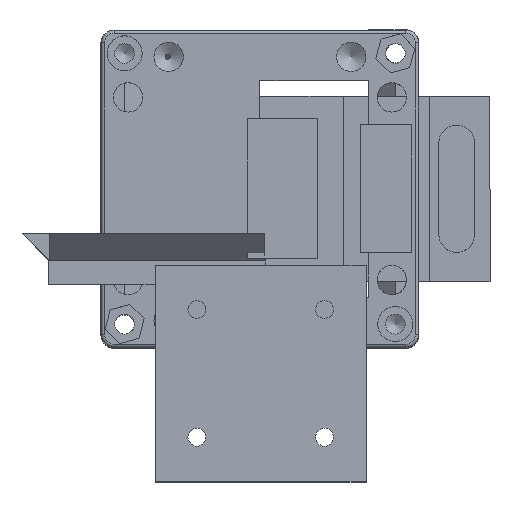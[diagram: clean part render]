
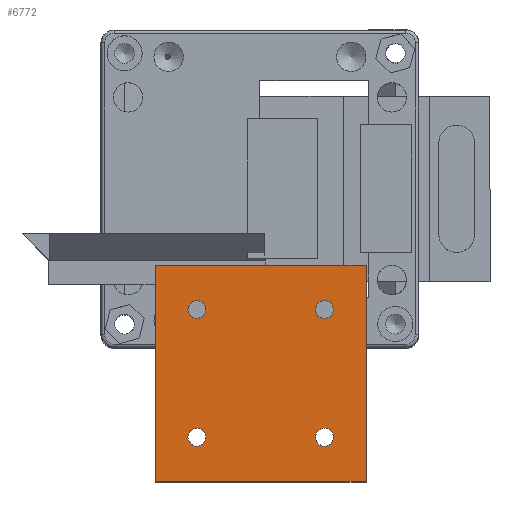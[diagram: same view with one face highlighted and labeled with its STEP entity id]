
A CAD part, top view. The second image highlights one B-rep face of the part: STEP entity #6772.
In plain terms, the highlighted face is planar.
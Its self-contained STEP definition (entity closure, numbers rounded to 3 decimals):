
#213=FACE_BOUND('',#1431,.T.);
#214=FACE_BOUND('',#1432,.T.);
#215=FACE_BOUND('',#1433,.T.);
#216=FACE_BOUND('',#1434,.T.);
#480=CIRCLE('',#7538,1.4);
#488=CIRCLE('',#7550,1.4);
#490=CIRCLE('',#7556,1.4);
#492=CIRCLE('',#7559,1.4);
#976=FACE_OUTER_BOUND('',#1430,.T.);
#1430=EDGE_LOOP('',(#5995,#5996,#5997,#5998));
#1431=EDGE_LOOP('',(#5999));
#1432=EDGE_LOOP('',(#6000));
#1433=EDGE_LOOP('',(#6001));
#1434=EDGE_LOOP('',(#6002));
#2050=LINE('',#11420,#2696);
#2057=LINE('',#11454,#2703);
#2058=LINE('',#11456,#2704);
#2059=LINE('',#11457,#2705);
#2696=VECTOR('',#9359,10.);
#2703=VECTOR('',#9398,10.);
#2704=VECTOR('',#9399,10.);
#2705=VECTOR('',#9400,10.);
#3315=VERTEX_POINT('',#11372);
#3323=VERTEX_POINT('',#11396);
#3331=VERTEX_POINT('',#11417);
#3332=VERTEX_POINT('',#11419);
#3333=VERTEX_POINT('',#11423);
#3335=VERTEX_POINT('',#11429);
#3343=VERTEX_POINT('',#11453);
#3344=VERTEX_POINT('',#11455);
#4204=EDGE_CURVE('',#3315,#3315,#480,.T.);
#4216=EDGE_CURVE('',#3323,#3323,#488,.T.);
#4227=EDGE_CURVE('',#3331,#3332,#2050,.T.);
#4229=EDGE_CURVE('',#3333,#3333,#490,.T.);
#4232=EDGE_CURVE('',#3335,#3335,#492,.T.);
#4244=EDGE_CURVE('',#3343,#3331,#2057,.T.);
#4245=EDGE_CURVE('',#3343,#3344,#2058,.T.);
#4246=EDGE_CURVE('',#3344,#3332,#2059,.T.);
#5995=ORIENTED_EDGE('',*,*,#4244,.F.);
#5996=ORIENTED_EDGE('',*,*,#4245,.T.);
#5997=ORIENTED_EDGE('',*,*,#4246,.T.);
#5998=ORIENTED_EDGE('',*,*,#4227,.F.);
#5999=ORIENTED_EDGE('',*,*,#4204,.T.);
#6000=ORIENTED_EDGE('',*,*,#4216,.T.);
#6001=ORIENTED_EDGE('',*,*,#4229,.T.);
#6002=ORIENTED_EDGE('',*,*,#4232,.T.);
#6415=PLANE('',#7570);
#6772=ADVANCED_FACE('',(#976,#213,#214,#215,#216),#6415,.T.);
#7538=AXIS2_PLACEMENT_3D('',#11373,#9312,#9313);
#7550=AXIS2_PLACEMENT_3D('',#11397,#9340,#9341);
#7556=AXIS2_PLACEMENT_3D('',#11424,#9363,#9364);
#7559=AXIS2_PLACEMENT_3D('',#11430,#9370,#9371);
#7570=AXIS2_PLACEMENT_3D('',#11452,#9396,#9397);
#9312=DIRECTION('center_axis',(0.,1.,
0.));
#9313=DIRECTION('ref_axis',(1.,0.,0.));
#9340=DIRECTION('center_axis',(0.,1.,
0.));
#9341=DIRECTION('ref_axis',(1.,0.,0.));
#9359=DIRECTION('',(0.,0.,-1.));
#9363=DIRECTION('center_axis',(0.,1.,
0.));
#9364=DIRECTION('ref_axis',(-1.,0.,0.));
#9370=DIRECTION('center_axis',(0.,1.,
0.));
#9371=DIRECTION('ref_axis',(-1.,0.,0.));
#9396=DIRECTION('center_axis',(0.,-1.,
0.));
#9397=DIRECTION('ref_axis',(-1.,0.,0.));
#9398=DIRECTION('',(1.,0.,0.));
#9399=DIRECTION('',(0.,0.,-1.));
#9400=DIRECTION('',(1.,0.,0.));
#11372=CARTESIAN_POINT('',(4.451,-42.837,-34.968));
#11373=CARTESIAN_POINT('Origin',(5.851,-42.836,-34.968));
#11396=CARTESIAN_POINT('',(4.451,-42.837,-14.968));
#11397=CARTESIAN_POINT('Origin',(5.851,-42.836,-14.968));
#11417=CARTESIAN_POINT('',(12.81,-42.834,-8.468));
#11419=CARTESIAN_POINT('',(12.81,-42.834,-41.468));
#11420=CARTESIAN_POINT('',(12.81,-42.834,-8.468));
#11423=CARTESIAN_POINT('',(-12.749,-42.843,-14.968));
#11424=CARTESIAN_POINT('Origin',(-14.149,-42.844,-14.968));
#11429=CARTESIAN_POINT('',(-12.749,-42.843,-34.968));
#11430=CARTESIAN_POINT('Origin',(-14.149,-42.844,-34.968));
#11452=CARTESIAN_POINT('Origin',(-4.149,-42.84,-8.468));
#11453=CARTESIAN_POINT('',(-21.107,-42.846,-8.468));
#11454=CARTESIAN_POINT('',(-4.149,-42.84,-8.468));
#11455=CARTESIAN_POINT('',(-21.107,-42.846,-41.468));
#11456=CARTESIAN_POINT('',(-21.107,-42.846,-8.468));
#11457=CARTESIAN_POINT('',(-4.149,-42.84,-41.468));
